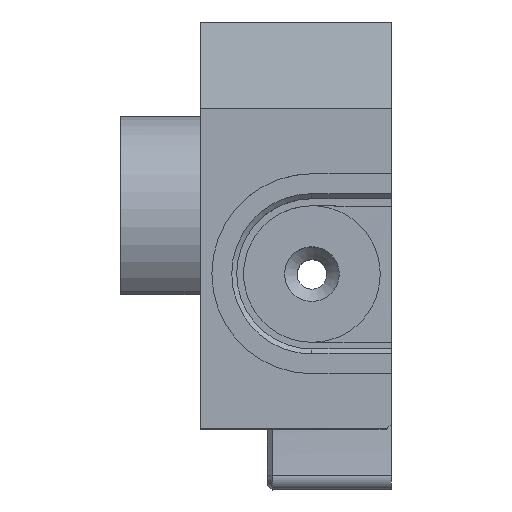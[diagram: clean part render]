
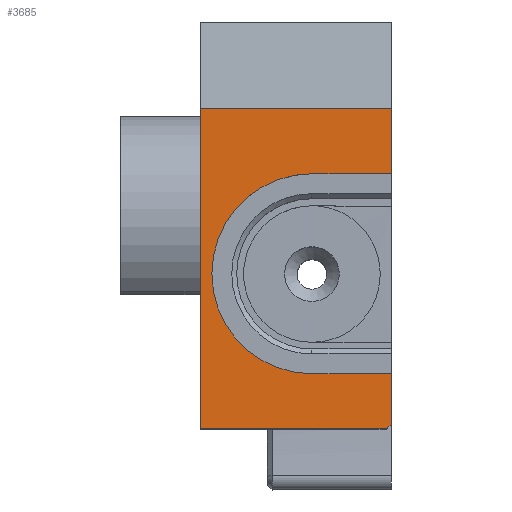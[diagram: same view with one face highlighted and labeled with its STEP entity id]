
A CAD part, top view. The second image highlights one B-rep face of the part: STEP entity #3685.
In plain terms, the highlighted planar face has unit normal (0, 0, 1).
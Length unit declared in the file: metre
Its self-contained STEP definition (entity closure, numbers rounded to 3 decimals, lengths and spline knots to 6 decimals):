
#111=LINE('',#5356,#393);
#123=LINE('',#5436,#405);
#208=LINE('',#5824,#490);
#352=LINE('',#6444,#634);
#353=LINE('',#6445,#635);
#354=LINE('',#6447,#636);
#355=LINE('',#6448,#637);
#356=LINE('',#6452,#638);
#393=VECTOR('',#4192,1.);
#405=VECTOR('',#4260,1.);
#490=VECTOR('',#4635,1.);
#634=VECTOR('',#5223,1.);
#635=VECTOR('',#5224,1.);
#636=VECTOR('',#5225,1.);
#637=VECTOR('',#5226,1.);
#638=VECTOR('',#5229,1.);
#717=PLANE('',#4127);
#1711=ORIENTED_EDGE('',*,*,#1883,.T.);
#1712=ORIENTED_EDGE('',*,*,#2332,.T.);
#1713=ORIENTED_EDGE('',*,*,#2068,.T.);
#1714=ORIENTED_EDGE('',*,*,#2333,.F.);
#1715=ORIENTED_EDGE('',*,*,#2334,.F.);
#1716=ORIENTED_EDGE('',*,*,#1843,.T.);
#1717=ORIENTED_EDGE('',*,*,#2335,.T.);
#1718=ORIENTED_EDGE('',*,*,#2336,.F.);
#1719=ORIENTED_EDGE('',*,*,#2337,.T.);
#1843=EDGE_CURVE('',#2389,#2388,#111,.T.);
#1883=EDGE_CURVE('',#2429,#2428,#123,.T.);
#2068=EDGE_CURVE('',#2563,#2564,#208,.T.);
#2332=EDGE_CURVE('',#2428,#2563,#352,.T.);
#2333=EDGE_CURVE('',#2701,#2564,#353,.T.);
#2334=EDGE_CURVE('',#2389,#2701,#354,.T.);
#2335=EDGE_CURVE('',#2388,#2702,#355,.T.);
#2336=EDGE_CURVE('',#2703,#2702,#2936,.T.);
#2337=EDGE_CURVE('',#2703,#2429,#356,.T.);
#2388=VERTEX_POINT('',#5355);
#2389=VERTEX_POINT('',#5357);
#2428=VERTEX_POINT('',#5435);
#2429=VERTEX_POINT('',#5437);
#2563=VERTEX_POINT('',#5825);
#2564=VERTEX_POINT('',#5826);
#2701=VERTEX_POINT('',#6446);
#2702=VERTEX_POINT('',#6449);
#2703=VERTEX_POINT('',#6451);
#2936=CIRCLE('',#4128,0.00805);
#3153=EDGE_LOOP('',(#1711,#1712,#1713,#1714,#1715,#1716,#1717,#1718,#1719));
#3388=FACE_BOUND('',#3153,.T.);
#3685=ADVANCED_FACE('',(#3388),#717,.F.);
#4127=AXIS2_PLACEMENT_3D('',#6443,#5221,#5222);
#4128=AXIS2_PLACEMENT_3D('',#6450,#5227,#5228);
#4192=DIRECTION('',(0.,1.,0.));
#4260=DIRECTION('',(0.,1.,0.));
#4635=DIRECTION('',(0.,-1.,0.));
#5221=DIRECTION('',(0.,0.,-1.));
#5222=DIRECTION('',(-1.,0.,0.));
#5223=DIRECTION('',(-1.,0.,0.));
#5224=DIRECTION('',(-1.,0.,0.));
#5225=DIRECTION('',(-0.707,-0.707,0.));
#5226=DIRECTION('',(-1.,0.,0.));
#5227=DIRECTION('',(0.,0.,1.));
#5228=DIRECTION('',(-1.,0.,0.));
#5229=DIRECTION('',(1.,0.,0.));
#5355=CARTESIAN_POINT('',(-0.0035,-0.0124,0.036307));
#5356=CARTESIAN_POINT('',(-0.0035,-0.000453,0.036307));
#5357=CARTESIAN_POINT('',(-0.0035,-0.016442,0.036307));
#5435=CARTESIAN_POINT('',(-0.0035,0.008936,0.036307));
#5436=CARTESIAN_POINT('',(-0.0035,-0.000453,0.036307));
#5437=CARTESIAN_POINT('',(-0.0035,0.0037,0.036307));
#5824=CARTESIAN_POINT('',(-0.0189,-0.000453,0.036307));
#5825=CARTESIAN_POINT('',(-0.0189,0.008936,0.036307));
#5826=CARTESIAN_POINT('',(-0.0189,-0.016842,0.036307));
#6443=CARTESIAN_POINT('',(-0.003498,-0.000453,0.036307));
#6444=CARTESIAN_POINT('',(-0.0189,0.008936,0.036307));
#6445=CARTESIAN_POINT('',(-0.003498,-0.016842,0.036307));
#6446=CARTESIAN_POINT('',(-0.0039,-0.016842,0.036307));
#6447=CARTESIAN_POINT('',(-0.0039,-0.016842,0.036307));
#6448=CARTESIAN_POINT('',(-0.003376,-0.0124,0.036307));
#6449=CARTESIAN_POINT('',(-0.009901,-0.0124,0.036307));
#6450=CARTESIAN_POINT('',(-0.009901,-0.00435,0.036307));
#6451=CARTESIAN_POINT('',(-0.009901,0.0037,0.036307));
#6452=CARTESIAN_POINT('',(-0.003376,0.0037,0.036307));
